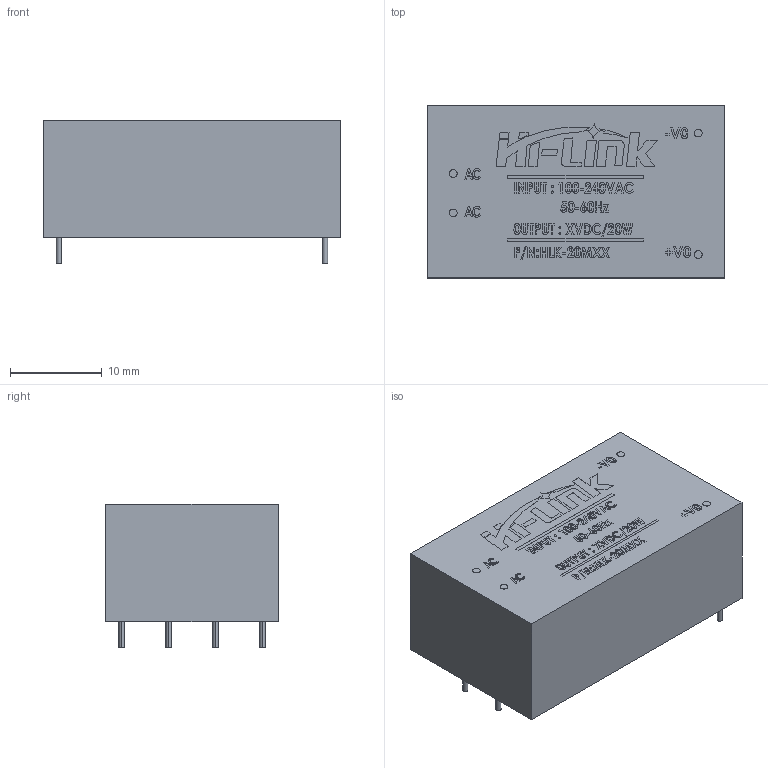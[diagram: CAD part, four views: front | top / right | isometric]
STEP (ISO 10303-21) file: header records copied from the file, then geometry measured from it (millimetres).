
FILE_DESCRIPTION (( 'STEP AP214' ), '1' );
FILE_NAME ('hilink20M.STEP', '2022-05-31T13:16:07', ( '' ), ( '' ), 'SwSTEP 2.0', 'SolidWorks 2019', '' );
FILE_SCHEMA (( 'AUTOMOTIVE_DESIGN' ));
Length unit declared in the file: millimetre
Products named in the file (1): hilink20M
Bounding box: 32.49 x 18.81 x 15.68 mm (x, y, z)
Volume: 7840.8 mm3; surface area: 2564.3 mm2
Topology: 1 solids, 1 shells, 872 faces, 2274 edges, 1516 vertices
Faces by surface type: plane 580, bspline 270, cylinder 22
Entity records: 41072 total; most frequent: CARTESIAN_POINT 21389, ORIENTED_EDGE 4548, DIRECTION 2984, EDGE_CURVE 2274, LINE 1690, VECTOR 1690, VERTEX_POINT 1516, EDGE_LOOP 984
